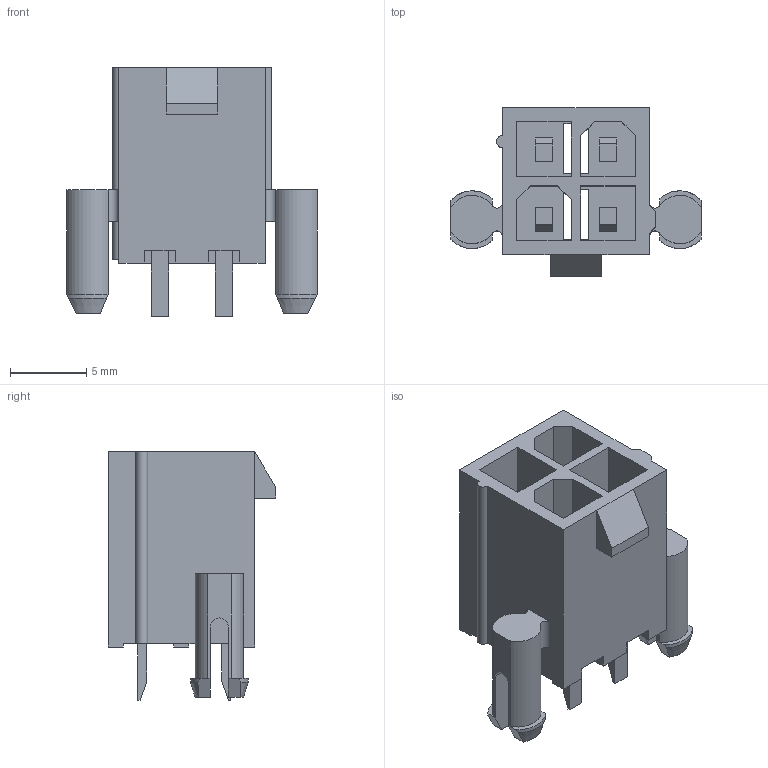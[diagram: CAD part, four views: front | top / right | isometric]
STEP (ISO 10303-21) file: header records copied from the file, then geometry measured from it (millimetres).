
FILE_DESCRIPTION(('FreeCAD Model'),'2;1');
FILE_NAME('Mini_Fit_4W.step','2017-12-16T01:46:28',( 'kicad StepUp'),('ksu MCAD'),'Open CASCADE STEP processor 7.1', 'FreeCAD','Unknown');
FILE_SCHEMA(('AUTOMOTIVE_DESIGN { 1 0 10303 214 1 1 1 1 }'));
Length unit declared in the file: millimetre
Products named in the file (1): Mini_Fit_4W
Bounding box: 16.38 x 11 x 16.3 mm (x, y, z)
Volume: 798.1 mm3; surface area: 1647.6 mm2
Topology: 1 solids, 1 shells, 176 faces, 505 edges, 350 vertices
Faces by surface type: plane 157, cylinder 15, cone 4
Entity records: 6941 total; most frequent: CARTESIAN_POINT 1080, ORIENTED_EDGE 982, DIRECTION 889, EDGE_CURVE 491, LINE 443, VECTOR 443, VERTEX_POINT 322, AXIS2_PLACEMENT_3D 223
